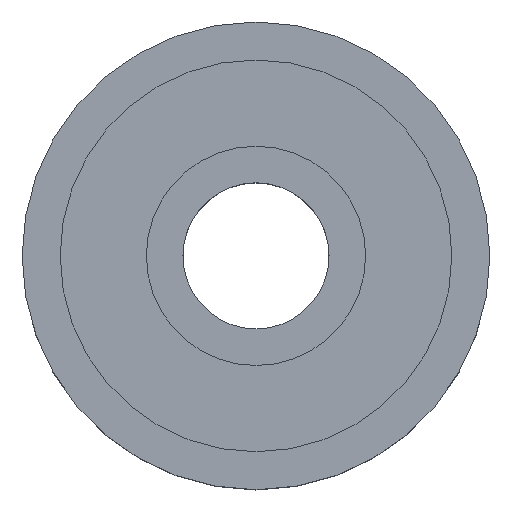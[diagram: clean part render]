
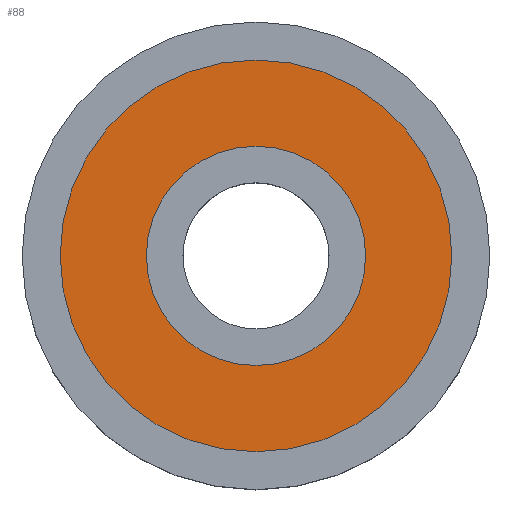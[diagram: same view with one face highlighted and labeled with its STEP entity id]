
A CAD part, top view. The second image highlights one B-rep face of the part: STEP entity #88.
In plain terms, the highlighted planar face has unit normal (0, 0, 1).
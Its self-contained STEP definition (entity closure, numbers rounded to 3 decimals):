
#14 = EDGE_LOOP ( 'NONE', ( #22, #64 ) ) ;
#22 = ORIENTED_EDGE ( 'NONE', *, *, #107, .F. ) ;
#29 = CARTESIAN_POINT ( 'NONE',  ( 3.75, 0., 2.375 ) ) ;
#35 = FACE_OUTER_BOUND ( 'NONE', #266, .T. ) ;
#55 = EDGE_CURVE ( 'NONE', #350, #274, #332, .T. ) ;
#64 = ORIENTED_EDGE ( 'NONE', *, *, #163, .F. ) ;
#75 = CIRCLE ( 'NONE', #145, 6.7 ) ;
#88 = ADVANCED_FACE ( 'NONE', ( #218, #35 ), #546, .F. ) ;
#107 = EDGE_CURVE ( 'NONE', #427, #131, #297, .T. ) ;
#117 = AXIS2_PLACEMENT_3D ( 'NONE', #536, #285, #194 ) ;
#131 = VERTEX_POINT ( 'NONE', #166 ) ;
#133 = DIRECTION ( 'NONE',  ( 1., 0., 0. ) ) ;
#145 = AXIS2_PLACEMENT_3D ( 'NONE', #354, #272, #403 ) ;
#163 = EDGE_CURVE ( 'NONE', #131, #427, #252, .T. ) ;
#166 = CARTESIAN_POINT ( 'NONE',  ( -3.75, 0., 2.375 ) ) ;
#194 = DIRECTION ( 'NONE',  ( 1., 0., 0. ) ) ;
#203 = DIRECTION ( 'NONE',  ( 0., 0., 1. ) ) ;
#204 = AXIS2_PLACEMENT_3D ( 'NONE', #295, #340, #255 ) ;
#218 = FACE_BOUND ( 'NONE', #14, .T. ) ;
#252 = CIRCLE ( 'NONE', #204, 3.75 ) ;
#255 = DIRECTION ( 'NONE',  ( 1., 0., 0. ) ) ;
#258 = ORIENTED_EDGE ( 'NONE', *, *, #322, .T. ) ;
#266 = EDGE_LOOP ( 'NONE', ( #268, #258 ) ) ;
#268 = ORIENTED_EDGE ( 'NONE', *, *, #55, .T. ) ;
#272 = DIRECTION ( 'NONE',  ( 0., 0., 1. ) ) ;
#274 = VERTEX_POINT ( 'NONE', #308 ) ;
#285 = DIRECTION ( 'NONE',  ( 0., 0., 1. ) ) ;
#295 = CARTESIAN_POINT ( 'NONE',  ( 0., 0., 2.375 ) ) ;
#297 = CIRCLE ( 'NONE', #433, 3.75 ) ;
#308 = CARTESIAN_POINT ( 'NONE',  ( -6.7, 0., 2.375 ) ) ;
#319 = CARTESIAN_POINT ( 'NONE',  ( 6.7, 0., 2.375 ) ) ;
#322 = EDGE_CURVE ( 'NONE', #274, #350, #75, .T. ) ;
#332 = CIRCLE ( 'NONE', #117, 6.7 ) ;
#340 = DIRECTION ( 'NONE',  ( 0., 0., 1. ) ) ;
#349 = CARTESIAN_POINT ( 'NONE',  ( 0., 0., 2.375 ) ) ;
#350 = VERTEX_POINT ( 'NONE', #319 ) ;
#354 = CARTESIAN_POINT ( 'NONE',  ( 0., 0., 2.375 ) ) ;
#361 = AXIS2_PLACEMENT_3D ( 'NONE', #512, #514, #392 ) ;
#392 = DIRECTION ( 'NONE',  ( 1., 0., 0. ) ) ;
#403 = DIRECTION ( 'NONE',  ( 1., 0., 0. ) ) ;
#427 = VERTEX_POINT ( 'NONE', #29 ) ;
#433 = AXIS2_PLACEMENT_3D ( 'NONE', #349, #203, #133 ) ;
#512 = CARTESIAN_POINT ( 'NONE',  ( 0., 0., 2.375 ) ) ;
#514 = DIRECTION ( 'NONE',  ( 0., 0., -1. ) ) ;
#536 = CARTESIAN_POINT ( 'NONE',  ( 0., 0., 2.375 ) ) ;
#546 = PLANE ( 'NONE',  #361 ) ;
